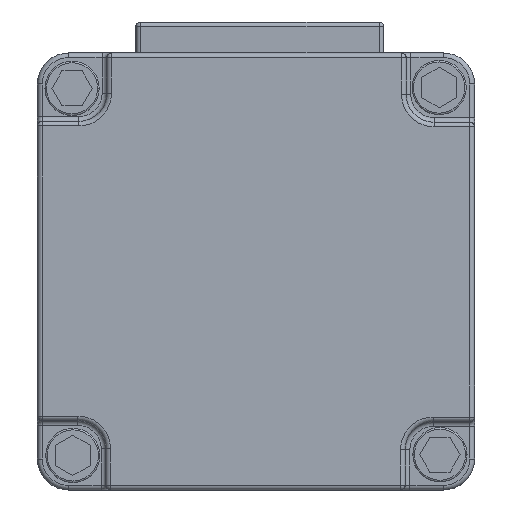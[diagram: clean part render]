
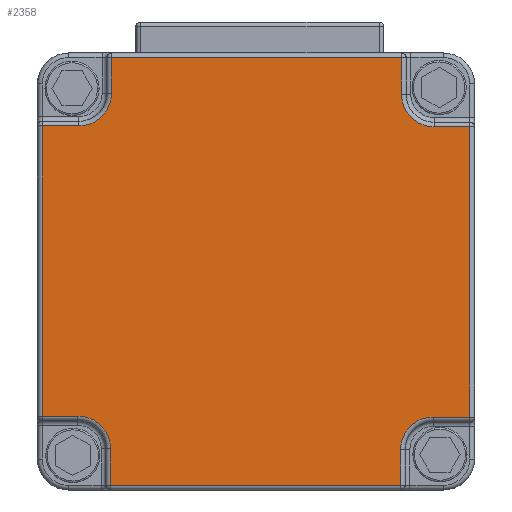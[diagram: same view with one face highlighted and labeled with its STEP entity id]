
A CAD part, left-side view. The second image highlights one B-rep face of the part: STEP entity #2358.
In plain terms, the highlighted planar face has unit normal (-1, 0, 0).
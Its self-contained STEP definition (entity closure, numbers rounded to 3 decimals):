
#1=DIRECTION('',(0.,-1.,0.));
#2=VECTOR('',#1,18.72);
#3=CARTESIAN_POINT('',(0.,9.39,-13.8));
#4=LINE('',#3,#2);
#5=DIRECTION('',(0.,0.,-1.));
#6=VECTOR('',#5,2.36);
#7=CARTESIAN_POINT('',(0.,9.39,-11.44));
#8=LINE('',#7,#6);
#9=CARTESIAN_POINT('',(0.,11.5,-11.44));
#10=DIRECTION('',(1.,0.,0.));
#11=DIRECTION('',(0.,0.,1.));
#12=AXIS2_PLACEMENT_3D('',#9,#10,#11);
#14=DIRECTION('',(0.,-1.,0.));
#15=VECTOR('',#14,2.3);
#16=CARTESIAN_POINT('',(0.,13.8,-9.33));
#17=LINE('',#16,#15);
#18=DIRECTION('',(0.,0.,-1.));
#19=VECTOR('',#18,18.72);
#20=CARTESIAN_POINT('',(0.,13.8,9.39));
#21=LINE('',#20,#19);
#22=DIRECTION('',(0.,1.,0.));
#23=VECTOR('',#22,2.36);
#24=CARTESIAN_POINT('',(0.,11.44,9.39));
#25=LINE('',#24,#23);
#26=CARTESIAN_POINT('',(0.,11.44,11.5));
#27=DIRECTION('',(1.,0.,0.));
#28=DIRECTION('',(0.,-1.,0.));
#29=AXIS2_PLACEMENT_3D('',#26,#27,#28);
#31=DIRECTION('',(0.,0.,-1.));
#32=VECTOR('',#31,2.3);
#33=CARTESIAN_POINT('',(0.,9.33,13.8));
#34=LINE('',#33,#32);
#35=DIRECTION('',(0.,1.,0.));
#36=VECTOR('',#35,18.72);
#37=CARTESIAN_POINT('',(0.,-9.39,13.8));
#38=LINE('',#37,#36);
#39=DIRECTION('',(0.,0.,1.));
#40=VECTOR('',#39,2.36);
#41=CARTESIAN_POINT('',(0.,-9.39,11.44));
#42=LINE('',#41,#40);
#43=CARTESIAN_POINT('',(0.,-11.5,11.44));
#44=DIRECTION('',(1.,0.,0.));
#45=DIRECTION('',(0.,0.,-1.));
#46=AXIS2_PLACEMENT_3D('',#43,#44,#45);
#48=DIRECTION('',(0.,1.,0.));
#49=VECTOR('',#48,2.3);
#50=CARTESIAN_POINT('',(0.,-13.8,9.33));
#51=LINE('',#50,#49);
#52=DIRECTION('',(0.,0.,1.));
#53=VECTOR('',#52,18.72);
#54=CARTESIAN_POINT('',(0.,-13.8,-9.39));
#55=LINE('',#54,#53);
#56=DIRECTION('',(0.,-1.,0.));
#57=VECTOR('',#56,2.36);
#58=CARTESIAN_POINT('',(0.,-11.44,-9.39));
#59=LINE('',#58,#57);
#60=CARTESIAN_POINT('',(0.,-11.44,-11.5));
#61=DIRECTION('',(1.,0.,0.));
#62=DIRECTION('',(0.,1.,0.));
#63=AXIS2_PLACEMENT_3D('',#60,#61,#62);
#65=DIRECTION('',(0.,0.,1.));
#66=VECTOR('',#65,2.3);
#67=CARTESIAN_POINT('',(0.,-9.33,-13.8));
#68=LINE('',#67,#66);
#2007=CARTESIAN_POINT('',(0.,9.39,-13.8));
#2008=CARTESIAN_POINT('',(0.,-9.33,-13.8));
#2009=VERTEX_POINT('',#2007);
#2010=VERTEX_POINT('',#2008);
#2015=CARTESIAN_POINT('',(0.,-9.33,-11.5));
#2016=VERTEX_POINT('',#2015);
#2019=CARTESIAN_POINT('',(0.,-11.44,-9.39));
#2020=VERTEX_POINT('',#2019);
#2023=CARTESIAN_POINT('',(0.,-13.8,-9.39));
#2024=VERTEX_POINT('',#2023);
#2029=CARTESIAN_POINT('',(0.,-13.8,9.33));
#2030=VERTEX_POINT('',#2029);
#2035=CARTESIAN_POINT('',(0.,-11.5,9.33));
#2036=VERTEX_POINT('',#2035);
#2039=CARTESIAN_POINT('',(0.,-9.39,11.44));
#2040=VERTEX_POINT('',#2039);
#2043=CARTESIAN_POINT('',(0.,-9.39,13.8));
#2044=VERTEX_POINT('',#2043);
#2049=CARTESIAN_POINT('',(0.,9.33,13.8));
#2050=VERTEX_POINT('',#2049);
#2055=CARTESIAN_POINT('',(0.,9.33,11.5));
#2056=VERTEX_POINT('',#2055);
#2059=CARTESIAN_POINT('',(0.,11.44,9.39));
#2060=VERTEX_POINT('',#2059);
#2063=CARTESIAN_POINT('',(0.,13.8,9.39));
#2064=VERTEX_POINT('',#2063);
#2069=CARTESIAN_POINT('',(0.,13.8,-9.33));
#2070=VERTEX_POINT('',#2069);
#2075=CARTESIAN_POINT('',(0.,11.5,-9.33));
#2076=VERTEX_POINT('',#2075);
#2079=CARTESIAN_POINT('',(0.,9.39,-11.44));
#2080=VERTEX_POINT('',#2079);
#2319=CARTESIAN_POINT('',(0.,0.,0.));
#2320=DIRECTION('',(1.,0.,0.));
#2321=DIRECTION('',(0.,-1.,0.));
#2322=AXIS2_PLACEMENT_3D('',#2319,#2320,#2321);
#2323=PLANE('',#2322);
#2325=ORIENTED_EDGE('',*,*,#2324,.F.);
#2327=ORIENTED_EDGE('',*,*,#2326,.F.);
#2329=ORIENTED_EDGE('',*,*,#2328,.F.);
#2331=ORIENTED_EDGE('',*,*,#2330,.F.);
#2333=ORIENTED_EDGE('',*,*,#2332,.F.);
#2335=ORIENTED_EDGE('',*,*,#2334,.F.);
#2337=ORIENTED_EDGE('',*,*,#2336,.F.);
#2339=ORIENTED_EDGE('',*,*,#2338,.F.);
#2341=ORIENTED_EDGE('',*,*,#2340,.F.);
#2343=ORIENTED_EDGE('',*,*,#2342,.F.);
#2345=ORIENTED_EDGE('',*,*,#2344,.F.);
#2347=ORIENTED_EDGE('',*,*,#2346,.F.);
#2349=ORIENTED_EDGE('',*,*,#2348,.F.);
#2351=ORIENTED_EDGE('',*,*,#2350,.F.);
#2353=ORIENTED_EDGE('',*,*,#2352,.F.);
#2355=ORIENTED_EDGE('',*,*,#2354,.F.);
#2356=EDGE_LOOP('',(#2325,#2327,#2329,#2331,#2333,#2335,#2337,#2339,#2341,#2343,
#2345,#2347,#2349,#2351,#2353,#2355));
#2357=FACE_OUTER_BOUND('',#2356,.F.);
#13=CIRCLE('',#12,2.11);
#30=CIRCLE('',#29,2.11);
#47=CIRCLE('',#46,2.11);
#64=CIRCLE('',#63,2.11);
#2324=EDGE_CURVE('',#2009,#2010,#4,.T.);
#2326=EDGE_CURVE('',#2080,#2009,#8,.T.);
#2328=EDGE_CURVE('',#2076,#2080,#13,.T.);
#2330=EDGE_CURVE('',#2070,#2076,#17,.T.);
#2332=EDGE_CURVE('',#2064,#2070,#21,.T.);
#2334=EDGE_CURVE('',#2060,#2064,#25,.T.);
#2336=EDGE_CURVE('',#2056,#2060,#30,.T.);
#2338=EDGE_CURVE('',#2050,#2056,#34,.T.);
#2340=EDGE_CURVE('',#2044,#2050,#38,.T.);
#2342=EDGE_CURVE('',#2040,#2044,#42,.T.);
#2344=EDGE_CURVE('',#2036,#2040,#47,.T.);
#2346=EDGE_CURVE('',#2030,#2036,#51,.T.);
#2348=EDGE_CURVE('',#2024,#2030,#55,.T.);
#2350=EDGE_CURVE('',#2020,#2024,#59,.T.);
#2352=EDGE_CURVE('',#2016,#2020,#64,.T.);
#2354=EDGE_CURVE('',#2010,#2016,#68,.T.);
#2358=ADVANCED_FACE('',(#2357),#2323,.F.);
